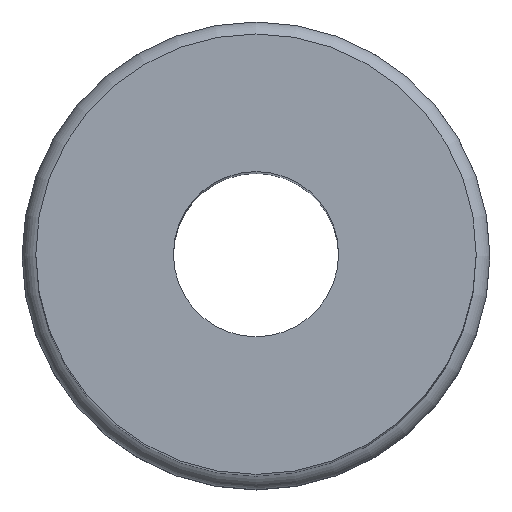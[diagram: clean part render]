
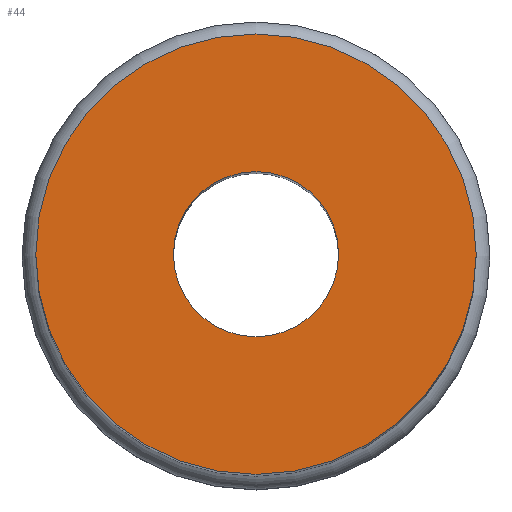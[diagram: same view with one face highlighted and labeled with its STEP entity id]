
A CAD part, top view. The second image highlights one B-rep face of the part: STEP entity #44.
In plain terms, the highlighted planar face has unit normal (0, 0, 1).
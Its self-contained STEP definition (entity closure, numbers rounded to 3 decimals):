
#44=ADVANCED_FACE('240[2]',(#100,#101),#102,.T.);
#55=EDGE_CURVE('240[2]',#119,#119,#120,.T.);
#70=EDGE_CURVE('240[2]',#141,#141,#142,.T.);
#100=FACE_OUTER_BOUND('',#168,.T.);
#101=FACE_BOUND('',#169,.T.);
#102=PLANE('',#170);
#119=VERTEX_POINT('',#191);
#120=CIRCLE('',#192,8.0);
#141=VERTEX_POINT('',#218);
#142=CIRCLE('',#219,3.0);
#168=EDGE_LOOP('',(#238));
#169=EDGE_LOOP('',(#239));
#170=AXIS2_PLACEMENT_3D('',#240,#241,#242);
#191=CARTESIAN_POINT('',(0.,8.0,37.0));
#192=AXIS2_PLACEMENT_3D('',#261,#262,#263);
#218=CARTESIAN_POINT('',(0.,3.0,37.0));
#219=AXIS2_PLACEMENT_3D('',#283,#284,#285);
#238=ORIENTED_EDGE('',*,*,#55,.F.);
#239=ORIENTED_EDGE('',*,*,#70,.T.);
#240=CARTESIAN_POINT('',(0.,5.5,37.0));
#241=DIRECTION('',(0.,0.,1.0));
#242=DIRECTION('',(0.,-1.0,0.));
#261=CARTESIAN_POINT('',(0.,0.,37.0));
#262=DIRECTION('',(0.,0.,-1.0));
#263=DIRECTION('',(0.,1.0,0.));
#283=CARTESIAN_POINT('',(0.,0.,37.0));
#284=DIRECTION('',(0.,0.,-1.0));
#285=DIRECTION('',(0.,1.0,0.));
